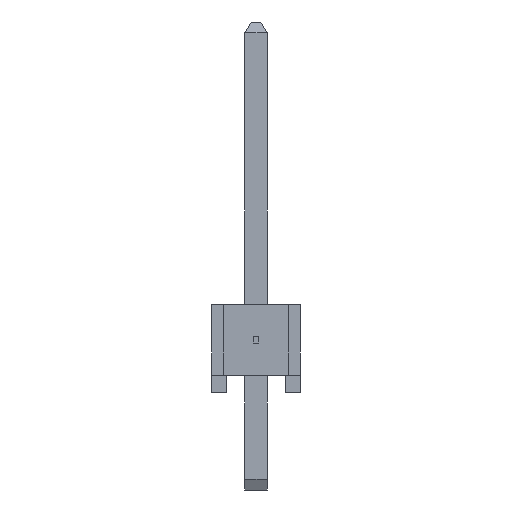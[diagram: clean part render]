
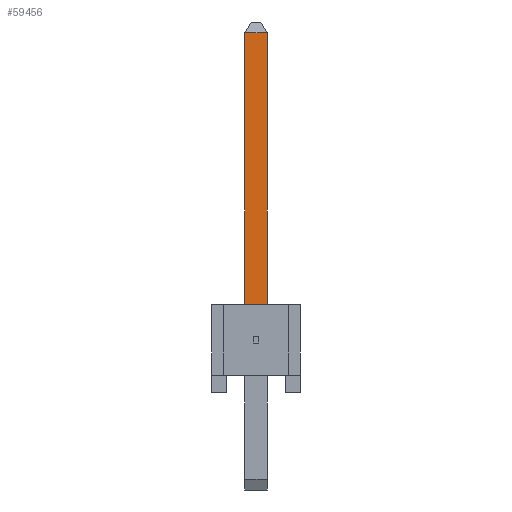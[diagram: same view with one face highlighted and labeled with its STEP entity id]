
A CAD part, left-side view. The second image highlights one B-rep face of the part: STEP entity #59456.
In plain terms, the highlighted planar face has unit normal (-1, 0, 0).
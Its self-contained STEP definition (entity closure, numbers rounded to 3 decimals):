
#59456 = ADVANCED_FACE('',(#59457),#59491,.F.);
#59457 = FACE_BOUND('',#59458,.T.);
#59458 = EDGE_LOOP('',(#59459,#59469,#59477,#59485));
#59459 = ORIENTED_EDGE('',*,*,#59460,.T.);
#59460 = EDGE_CURVE('',#59461,#59463,#59465,.T.);
#59461 = VERTEX_POINT('',#59462);
#59462 = CARTESIAN_POINT('',(-60.008,13.157,0.318));
#59463 = VERTEX_POINT('',#59464);
#59464 = CARTESIAN_POINT('',(-60.008,13.157,-0.318));
#59465 = LINE('',#59466,#59467);
#59466 = CARTESIAN_POINT('',(-60.008,13.157,2.54));
#59467 = VECTOR('',#59468,1.);
#59468 = DIRECTION('',(0.,0.,-1.));
#59469 = ORIENTED_EDGE('',*,*,#59470,.T.);
#59470 = EDGE_CURVE('',#59463,#59471,#59473,.T.);
#59471 = VERTEX_POINT('',#59472);
#59472 = CARTESIAN_POINT('',(-60.008,4.191,-0.318));
#59473 = LINE('',#59474,#59475);
#59474 = CARTESIAN_POINT('',(-60.008,13.462,-0.318));
#59475 = VECTOR('',#59476,1.);
#59476 = DIRECTION('',(0.,-1.,0.));
#59477 = ORIENTED_EDGE('',*,*,#59478,.F.);
#59478 = EDGE_CURVE('',#59479,#59471,#59481,.T.);
#59479 = VERTEX_POINT('',#59480);
#59480 = CARTESIAN_POINT('',(-60.008,4.191,0.318));
#59481 = LINE('',#59482,#59483);
#59482 = CARTESIAN_POINT('',(-60.008,4.191,0.318));
#59483 = VECTOR('',#59484,1.);
#59484 = DIRECTION('',(0.,0.,-1.));
#59485 = ORIENTED_EDGE('',*,*,#59486,.F.);
#59486 = EDGE_CURVE('',#59461,#59479,#59487,.T.);
#59487 = LINE('',#59488,#59489);
#59488 = CARTESIAN_POINT('',(-60.008,13.462,0.318));
#59489 = VECTOR('',#59490,1.);
#59490 = DIRECTION('',(0.,-1.,0.));
#59491 = PLANE('',#59492);
#59492 = AXIS2_PLACEMENT_3D('',#59493,#59494,#59495);
#59493 = CARTESIAN_POINT('',(-60.008,13.462,0.318));
#59494 = DIRECTION('',(1.,0.,0.));
#59495 = DIRECTION('',(0.,0.,-1.));
